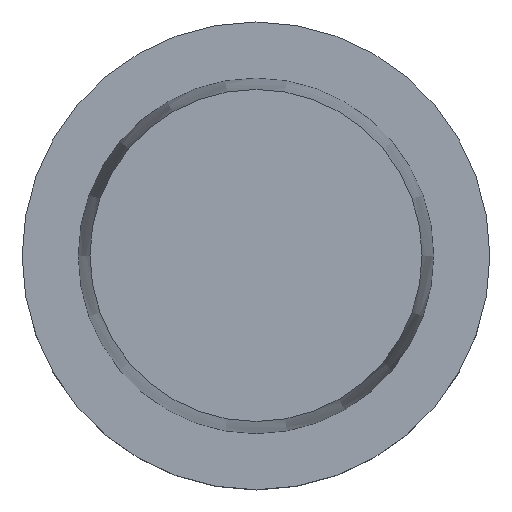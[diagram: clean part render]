
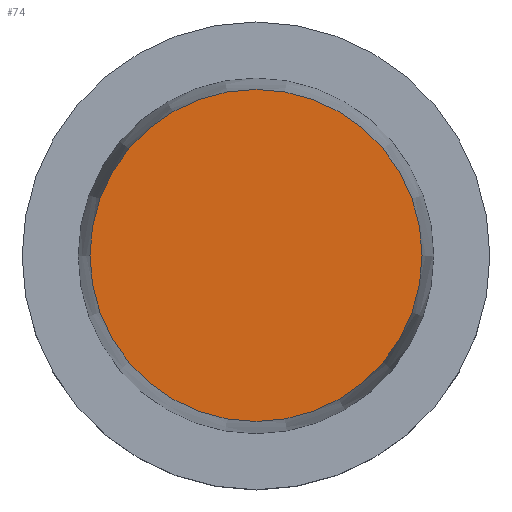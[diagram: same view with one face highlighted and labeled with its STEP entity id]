
A CAD part, top view. The second image highlights one B-rep face of the part: STEP entity #74.
In plain terms, the highlighted planar face has unit normal (0, 0, 1).
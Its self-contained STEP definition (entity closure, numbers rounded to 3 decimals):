
#49=PLANE('',#398);
#57=FACE_OUTER_BOUND('',#159,.T.);
#74=ADVANCED_FACE('',(#57),#49,.T.);
#159=EDGE_LOOP('',(#224));
#224=ORIENTED_EDGE('',*,*,#302,.T.);
#264=VERTEX_POINT('',#585);
#302=EDGE_CURVE('',#264,#264,#331,.T.);
#331=CIRCLE('',#397,35.496);
#397=AXIS2_PLACEMENT_3D('',#584,#495,#496);
#398=AXIS2_PLACEMENT_3D('',#586,#497,#498);
#495=DIRECTION('',(0.,0.,1.));
#496=DIRECTION('',(1.,0.,0.));
#497=DIRECTION('',(0.,0.,1.));
#498=DIRECTION('',(1.,0.,0.));
#584=CARTESIAN_POINT('',(0.,0.,50.));
#585=CARTESIAN_POINT('',(35.496,0.,50.));
#586=CARTESIAN_POINT('',(0.,0.,50.));
